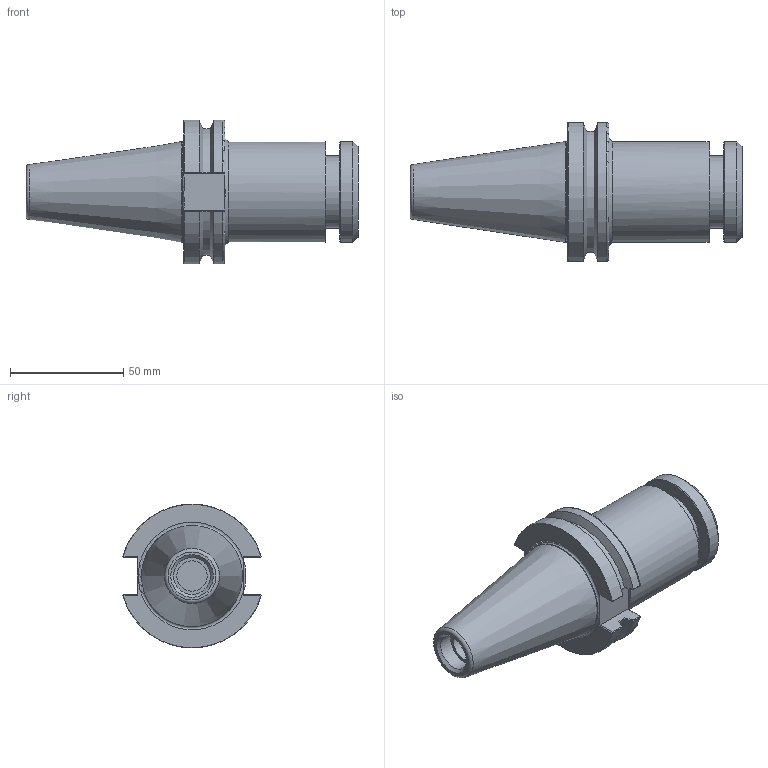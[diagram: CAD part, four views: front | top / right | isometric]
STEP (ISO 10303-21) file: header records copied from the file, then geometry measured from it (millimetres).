
FILE_DESCRIPTION(/* description */ (''),/* implementation_level */ '2;1');
FILE_NAME(/* name */ 'CAT40-SSA1.25-2.5D-REV1.stp',/* time_stamp */ '2017-02-09T21:23:49-06:00',/* author */ ('Me'),/* organization */ (''),/* preprocessor_version */ 'ST-DEVELOPER v15.6',/* originating_system */ 'Autodesk Inventor 2015',/* authorisation */ '');
FILE_SCHEMA (('AUTOMOTIVE_DESIGN { 1 0 10303 214 3 1 1 }'));
Length unit declared in the file: centimetre
Products named in the file (1): CAT40-SSA1.25-2.5D-REV1
Bounding box: 146.38 x 61.14 x 63.26 mm (x, y, z)
Volume: 183228.4 mm3; surface area: 37309.2 mm2
Topology: 1 solids, 2 shells, 146 faces, 374 edges, 242 vertices
Faces by surface type: plane 87, cylinder 20, bspline 16, cone 14, torus 9
Full cylindrical faces by diameter (mm): 11.113 x1, 11.328 x1, 12.7 x1, 13.386 x2, 13.487 x1, 16.256 x1, 19.05 x1, 19.558 x1, 31.747 x1, 31.75 x1, 44.45 x3
Entity records: 4996 total; most frequent: CARTESIAN_POINT 1564, ORIENTED_EDGE 674, DIRECTION 607, EDGE_CURVE 337, VERTEX_POINT 234, AXIS2_PLACEMENT_3D 214, EDGE_LOOP 185, LINE 179
